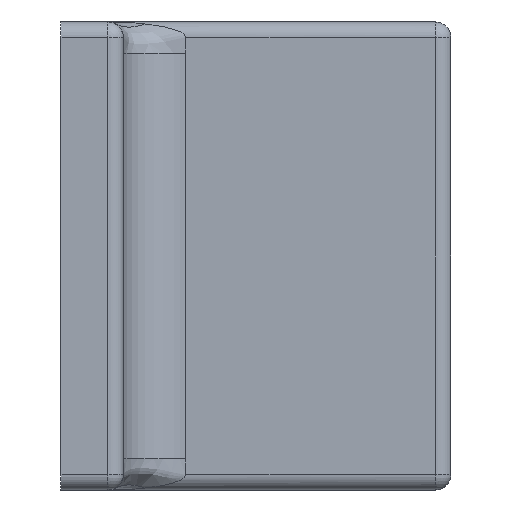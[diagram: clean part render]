
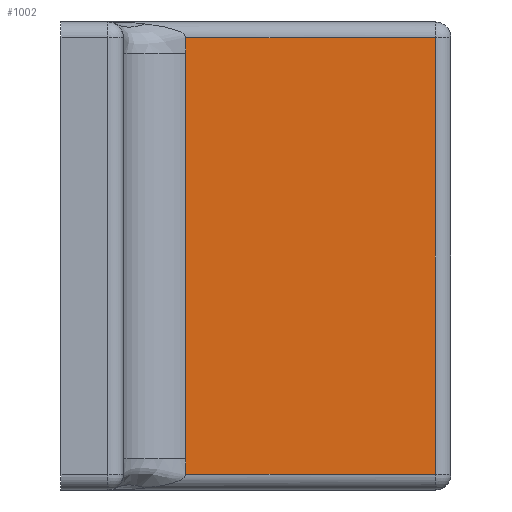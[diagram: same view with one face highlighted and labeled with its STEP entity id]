
A CAD part, left-side view. The second image highlights one B-rep face of the part: STEP entity #1002.
In plain terms, the highlighted planar face has unit normal (-1, 0, 0).
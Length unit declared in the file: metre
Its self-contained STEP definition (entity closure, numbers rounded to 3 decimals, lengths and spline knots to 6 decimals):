
#58=PLANE('',#1089);
#97=LINE('',#1524,#171);
#120=LINE('',#2415,#194);
#121=LINE('',#2430,#195);
#122=LINE('',#2432,#196);
#171=VECTOR('',#1182,1.);
#194=VECTOR('',#1249,1.);
#195=VECTOR('',#1250,1.);
#196=VECTOR('',#1251,1.);
#306=ORIENTED_EDGE('',*,*,#598,.T.);
#307=ORIENTED_EDGE('',*,*,#599,.T.);
#308=ORIENTED_EDGE('',*,*,#547,.T.);
#309=ORIENTED_EDGE('',*,*,#552,.T.);
#310=ORIENTED_EDGE('',*,*,#600,.T.);
#311=ORIENTED_EDGE('',*,*,#601,.T.);
#547=EDGE_CURVE('',#695,#697,#97,.T.);
#552=EDGE_CURVE('',#697,#701,#788,.T.);
#598=EDGE_CURVE('',#740,#741,#120,.F.);
#599=EDGE_CURVE('',#741,#695,#798,.T.);
#600=EDGE_CURVE('',#701,#742,#121,.T.);
#601=EDGE_CURVE('',#742,#740,#122,.F.);
#695=VERTEX_POINT('',#1498);
#697=VERTEX_POINT('',#1523);
#701=VERTEX_POINT('',#1850);
#740=VERTEX_POINT('',#2416);
#741=VERTEX_POINT('',#2417);
#742=VERTEX_POINT('',#2431);
#788=B_SPLINE_CURVE_WITH_KNOTS('',3,(#1851,#1852,#1853,#1854,#1855,#1856,
#1857,#1858,#1859,#1860,#1861,#1862),.UNSPECIFIED.,.F.,.F.,(4,2,2,2,2,4),
(0.,0.253285,0.264952,0.279668,0.639834,
1.),.UNSPECIFIED.);
#798=B_SPLINE_CURVE_WITH_KNOTS('',3,(#2418,#2419,#2420,#2421,#2422,#2423,
#2424,#2425,#2426,#2427,#2428,#2429),.UNSPECIFIED.,.F.,.F.,(4,2,2,2,2,4),
(0.,0.360166,0.720333,0.746702,0.754618,
1.),.UNSPECIFIED.);
#822=EDGE_LOOP('',(#306,#307,#308,#309,#310,#311));
#896=FACE_BOUND('',#822,.T.);
#1002=ADVANCED_FACE('',(#896),#58,.F.);
#1089=AXIS2_PLACEMENT_3D('',#2414,#1247,#1248);
#1182=DIRECTION('',(0.,0.,-1.));
#1247=DIRECTION('',(1.,0.,0.));
#1248=DIRECTION('',(0.,0.,-1.));
#1249=DIRECTION('',(0.,-1.,0.));
#1250=DIRECTION('',(0.,-1.,0.));
#1251=DIRECTION('',(0.,0.,-1.));
#1498=CARTESIAN_POINT('',(-0.002,-0.002,0.014003));
#1523=CARTESIAN_POINT('',(-0.002,-0.002,0.000997));
#1524=CARTESIAN_POINT('',(-0.002,-0.002,0.015));
#1850=CARTESIAN_POINT('',(-0.002,-0.002,0.0005));
#1851=CARTESIAN_POINT('',(-0.002,-0.002,0.000997));
#1852=CARTESIAN_POINT('',(-0.002,-0.002,0.000831));
#1853=CARTESIAN_POINT('',(-0.002,-0.002,0.000598));
#1854=CARTESIAN_POINT('',(-0.002,-0.002,0.000495));
#1855=CARTESIAN_POINT('',(-0.002,-0.002,0.000491));
#1856=CARTESIAN_POINT('',(-0.002,-0.001998,0.000481));
#1857=CARTESIAN_POINT('',(-0.001999,-0.001997,0.000475));
#1858=CARTESIAN_POINT('',(-0.001991,-0.001955,0.000337));
#1859=CARTESIAN_POINT('',(-0.001942,-0.001709,0.000255));
#1860=CARTESIAN_POINT('',(-0.001854,-0.001272,0.00014));
#1861=CARTESIAN_POINT('',(-0.001809,-0.001044,0.000098));
#1862=CARTESIAN_POINT('',(-0.001737,-0.000684,0.00006));
#2414=CARTESIAN_POINT('',(-0.002,-0.00425,0.015));
#2415=CARTESIAN_POINT('',(-0.002,0.,0.0145));
#2416=CARTESIAN_POINT('',(-0.002,-0.01,0.0145));
#2417=CARTESIAN_POINT('',(-0.002,-0.002,0.0145));
#2418=CARTESIAN_POINT('',(-0.001737,-0.000684,0.01494));
#2419=CARTESIAN_POINT('',(-0.001809,-0.001044,0.014902));
#2420=CARTESIAN_POINT('',(-0.001854,-0.001272,0.01486));
#2421=CARTESIAN_POINT('',(-0.001942,-0.001709,0.014745));
#2422=CARTESIAN_POINT('',(-0.001991,-0.001955,0.014663));
#2423=CARTESIAN_POINT('',(-0.002,-0.001998,0.01452));
#2424=CARTESIAN_POINT('',(-0.002,-0.002,0.01451));
#2425=CARTESIAN_POINT('',(-0.002,-0.002,0.014497));
#2426=CARTESIAN_POINT('',(-0.002,-0.002,0.014494));
#2427=CARTESIAN_POINT('',(-0.002,-0.002,0.014387));
#2428=CARTESIAN_POINT('',(-0.002,-0.002,0.014164));
#2429=CARTESIAN_POINT('',(-0.002,-0.002,0.014003));
#2430=CARTESIAN_POINT('',(-0.002,-0.00425,0.0005));
#2431=CARTESIAN_POINT('',(-0.002,-0.01,0.0005));
#2432=CARTESIAN_POINT('',(-0.002,-0.01,0.015));
